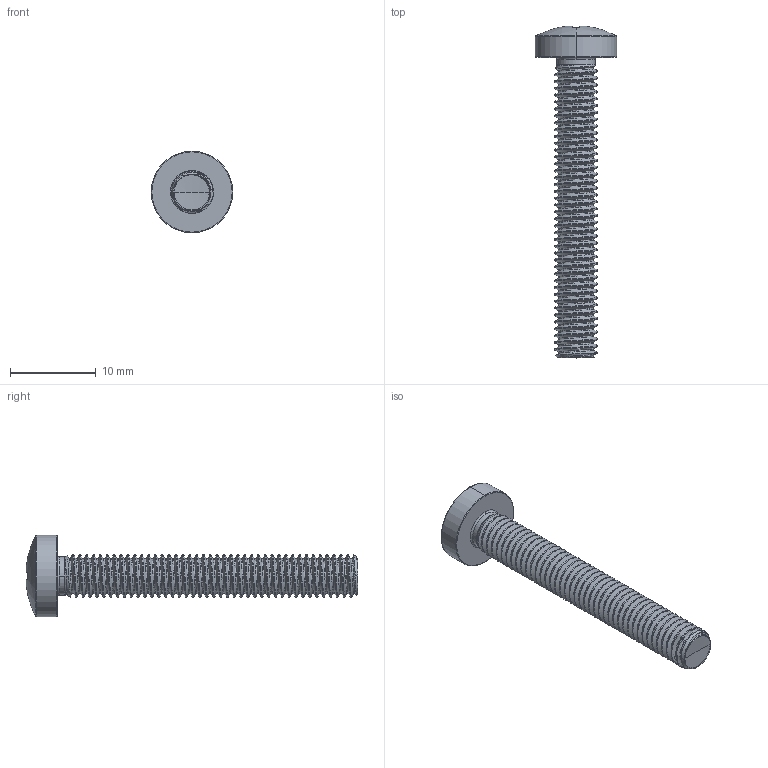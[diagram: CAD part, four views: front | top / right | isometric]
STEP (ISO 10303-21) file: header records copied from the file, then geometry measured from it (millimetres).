
FILE_DESCRIPTION (( 'STEP AP203' ), '1' );
FILE_NAME ('STM320500350.STEP', '2020-12-24T16:38:56', ( '' ), ( '' ), 'SwSTEP 2.0', 'SolidWorks 2015', '' );
FILE_SCHEMA (( 'CONFIG_CONTROL_DESIGN' ));
Length unit declared in the file: millimetre
Products named in the file (2): STM320500350
Bounding box: 9.5 x 38.66 x 9.5 mm (x, y, z)
Volume: 766.9 mm3; surface area: 1064.1 mm2
Topology: 1 solids, 1 shells, 248 faces, 617 edges, 370 vertices
Faces by surface type: cylinder 108, bspline 46, torus 34, sphere 28, plane 22, cone 10
Entity records: 43487 total; most frequent: CARTESIAN_POINT 38234, ORIENTED_EDGE 1230, DIRECTION 945, EDGE_CURVE 615, AXIS2_PLACEMENT_3D 405, VERTEX_POINT 370, EDGE_LOOP 249, FACE_OUTER_BOUND 248
